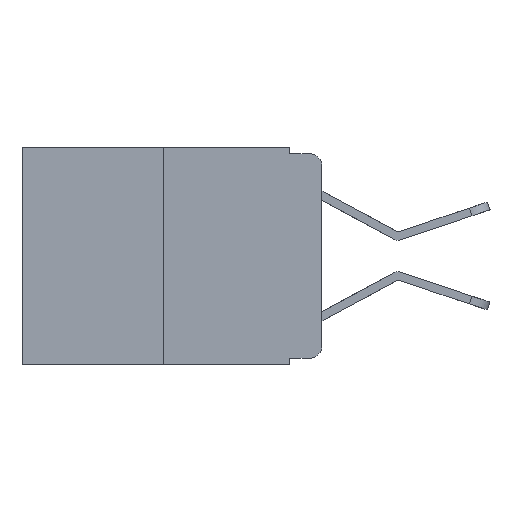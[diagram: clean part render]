
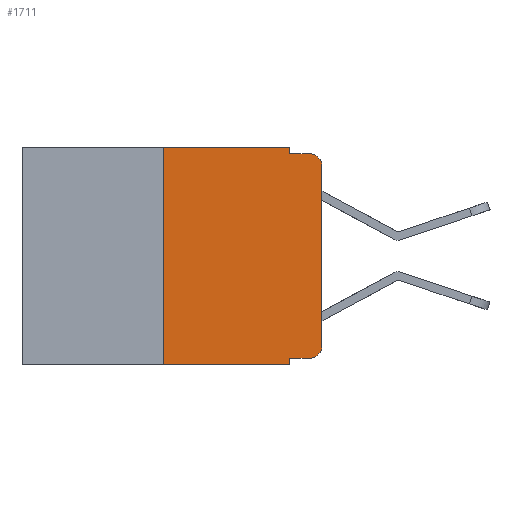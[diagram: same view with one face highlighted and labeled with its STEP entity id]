
A CAD part, left-side view. The second image highlights one B-rep face of the part: STEP entity #1711.
In plain terms, the highlighted planar face has unit normal (-1, 0, 0).
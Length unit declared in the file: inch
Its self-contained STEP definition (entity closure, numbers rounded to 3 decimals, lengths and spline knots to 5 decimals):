
#178 = VERTEX_POINT ( 'NONE', #1844 ) ;
#466 = VERTEX_POINT ( 'NONE', #2023 ) ;
#592 = EDGE_CURVE ( 'NONE', #12983, #7318, #5111, .T. ) ;
#605 = VECTOR ( 'NONE', #3790, 39.37008 ) ;
#940 = CARTESIAN_POINT ( 'NONE',  ( 0., 0.25, 0. ) ) ;
#1093 = CARTESIAN_POINT ( 'NONE',  ( 0., 0.473, -0.343 ) ) ;
#1689 = CARTESIAN_POINT ( 'NONE',  ( 0., 0.051, -0.343 ) ) ;
#1711 = ADVANCED_FACE ( 'NONE', ( #5388 ), #8940, .F. ) ;
#1844 = CARTESIAN_POINT ( 'NONE',  ( 0., 0., -0.03 ) ) ;
#1864 = DIRECTION ( 'NONE',  ( 0., -1., 0. ) ) ;
#1907 = VECTOR ( 'NONE', #4439, 39.37008 ) ;
#1937 = CARTESIAN_POINT ( 'NONE',  ( 0., 0.02, -0.333 ) ) ;
#1987 = VECTOR ( 'NONE', #5738, 39.37008 ) ;
#2023 = CARTESIAN_POINT ( 'NONE',  ( 0., 0.051, -0.01 ) ) ;
#2703 = CARTESIAN_POINT ( 'NONE',  ( 0., 0.051, -0.01 ) ) ;
#3034 = LINE ( 'NONE', #4641, #10852 ) ;
#3147 = CARTESIAN_POINT ( 'NONE',  ( 0., 0., 0. ) ) ;
#3262 = AXIS2_PLACEMENT_3D ( 'NONE', #9936, #3825, #10936 ) ;
#3401 = LINE ( 'NONE', #3720, #1987 ) ;
#3720 = CARTESIAN_POINT ( 'NONE',  ( 0., 0.25, 0. ) ) ;
#3790 = DIRECTION ( 'NONE',  ( 0., -1., 0. ) ) ;
#3825 = DIRECTION ( 'NONE',  ( 1., 0., 0. ) ) ;
#4158 = VERTEX_POINT ( 'NONE', #7630 ) ;
#4244 = DIRECTION ( 'NONE',  ( -1., 0., 0. ) ) ;
#4306 = CARTESIAN_POINT ( 'NONE',  ( 0., 0.051, 0. ) ) ;
#4439 = DIRECTION ( 'NONE',  ( 0., -1., 0. ) ) ;
#4470 = LINE ( 'NONE', #10468, #9575 ) ;
#4529 = VECTOR ( 'NONE', #5410, 39.37008 ) ;
#4641 = CARTESIAN_POINT ( 'NONE',  ( 0., 0.051, 0. ) ) ;
#5055 = EDGE_CURVE ( 'NONE', #9714, #12256, #5799, .T. ) ;
#5111 = LINE ( 'NONE', #1093, #1907 ) ;
#5388 = FACE_OUTER_BOUND ( 'NONE', #10887, .T. ) ;
#5410 = DIRECTION ( 'NONE',  ( 0., -1., 0. ) ) ;
#5554 = CIRCLE ( 'NONE', #8107, 0.02 ) ;
#5738 = DIRECTION ( 'NONE',  ( 0., 0., 1. ) ) ;
#5777 = DIRECTION ( 'NONE',  ( -1., 0., 0. ) ) ;
#5799 = LINE ( 'NONE', #7155, #11497 ) ;
#6578 = EDGE_CURVE ( 'NONE', #7118, #7318, #4470, .T. ) ;
#6873 = VECTOR ( 'NONE', #11298, 39.37008 ) ;
#7018 = EDGE_CURVE ( 'NONE', #7783, #178, #12786, .T. ) ;
#7118 = VERTEX_POINT ( 'NONE', #8613 ) ;
#7155 = CARTESIAN_POINT ( 'NONE',  ( 0., 0.473, 0. ) ) ;
#7318 = VERTEX_POINT ( 'NONE', #1689 ) ;
#7423 = VERTEX_POINT ( 'NONE', #1937 ) ;
#7605 = ORIENTED_EDGE ( 'NONE', *, *, #8644, .F. ) ;
#7630 = CARTESIAN_POINT ( 'NONE',  ( 0., 0.02, -0.01 ) ) ;
#7744 = CARTESIAN_POINT ( 'NONE',  ( 0., 0., -0.313 ) ) ;
#7783 = VERTEX_POINT ( 'NONE', #7744 ) ;
#7800 = ORIENTED_EDGE ( 'NONE', *, *, #5055, .F. ) ;
#8107 = AXIS2_PLACEMENT_3D ( 'NONE', #11808, #5777, #12775 ) ;
#8112 = ORIENTED_EDGE ( 'NONE', *, *, #9964, .F. ) ;
#8222 = ORIENTED_EDGE ( 'NONE', *, *, #11300, .F. ) ;
#8478 = CARTESIAN_POINT ( 'NONE',  ( 0., 0.25, -0.343 ) ) ;
#8530 = ORIENTED_EDGE ( 'NONE', *, *, #13233, .T. ) ;
#8613 = CARTESIAN_POINT ( 'NONE',  ( 0., 0.051, -0.333 ) ) ;
#8644 = EDGE_CURVE ( 'NONE', #12983, #9714, #3401, .T. ) ;
#8795 = LINE ( 'NONE', #2703, #605 ) ;
#8940 = PLANE ( 'NONE',  #3262 ) ;
#9100 = EDGE_CURVE ( 'NONE', #7118, #7423, #12257, .T. ) ;
#9386 = CIRCLE ( 'NONE', #12340, 0.02 ) ;
#9575 = VECTOR ( 'NONE', #11468, 39.37008 ) ;
#9714 = VERTEX_POINT ( 'NONE', #940 ) ;
#9936 = CARTESIAN_POINT ( 'NONE',  ( 0., 0.473, 0. ) ) ;
#9964 = EDGE_CURVE ( 'NONE', #12256, #466, #3034, .T. ) ;
#10352 = CARTESIAN_POINT ( 'NONE',  ( 0., 0.02, -0.313 ) ) ;
#10468 = CARTESIAN_POINT ( 'NONE',  ( 0., 0.051, 0. ) ) ;
#10760 = ORIENTED_EDGE ( 'NONE', *, *, #592, .T. ) ;
#10850 = ORIENTED_EDGE ( 'NONE', *, *, #9100, .T. ) ;
#10852 = VECTOR ( 'NONE', #11741, 39.37008 ) ;
#10887 = EDGE_LOOP ( 'NONE', ( #12759, #8530, #8222, #8112, #7800, #7605, #10760, #11401, #10850, #12098 ) ) ;
#10936 = DIRECTION ( 'NONE',  ( 0., 0., -1. ) ) ;
#11298 = DIRECTION ( 'NONE',  ( 0., 0., 1. ) ) ;
#11300 = EDGE_CURVE ( 'NONE', #466, #4158, #8795, .T. ) ;
#11357 = DIRECTION ( 'NONE',  ( 0., 0., -1. ) ) ;
#11401 = ORIENTED_EDGE ( 'NONE', *, *, #6578, .F. ) ;
#11468 = DIRECTION ( 'NONE',  ( 0., 0., -1. ) ) ;
#11497 = VECTOR ( 'NONE', #1864, 39.37008 ) ;
#11741 = DIRECTION ( 'NONE',  ( 0., 0., -1. ) ) ;
#11808 = CARTESIAN_POINT ( 'NONE',  ( 0., 0.02, -0.03 ) ) ;
#12098 = ORIENTED_EDGE ( 'NONE', *, *, #12885, .T. ) ;
#12256 = VERTEX_POINT ( 'NONE', #4306 ) ;
#12257 = LINE ( 'NONE', #12444, #4529 ) ;
#12340 = AXIS2_PLACEMENT_3D ( 'NONE', #10352, #4244, #11357 ) ;
#12444 = CARTESIAN_POINT ( 'NONE',  ( 0., 0.051, -0.333 ) ) ;
#12759 = ORIENTED_EDGE ( 'NONE', *, *, #7018, .T. ) ;
#12775 = DIRECTION ( 'NONE',  ( 0., 0., -1. ) ) ;
#12786 = LINE ( 'NONE', #3147, #6873 ) ;
#12885 = EDGE_CURVE ( 'NONE', #7423, #7783, #9386, .T. ) ;
#12983 = VERTEX_POINT ( 'NONE', #8478 ) ;
#13233 = EDGE_CURVE ( 'NONE', #178, #4158, #5554, .T. ) ;
